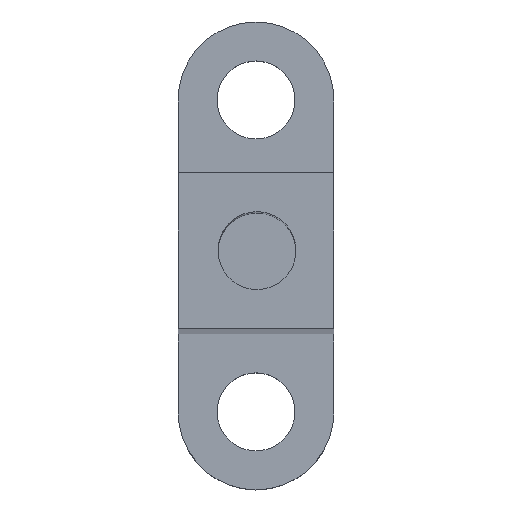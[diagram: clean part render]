
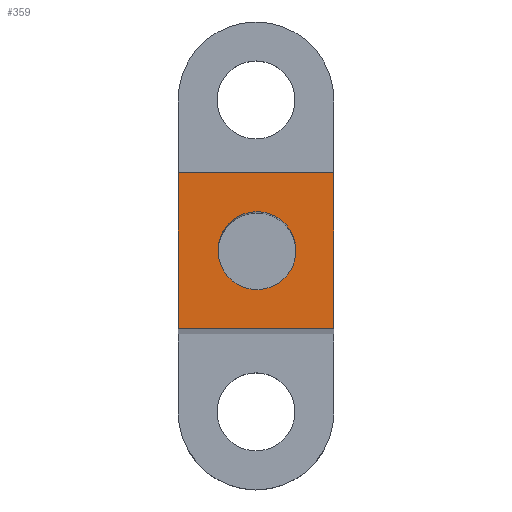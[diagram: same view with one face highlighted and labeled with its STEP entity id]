
A CAD part, top view. The second image highlights one B-rep face of the part: STEP entity #359.
In plain terms, the highlighted planar face has unit normal (0, 0, 1).
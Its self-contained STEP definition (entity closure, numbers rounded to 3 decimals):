
#278=CARTESIAN_POINT('Axis2P3D Location',(0.127,0.,400.)) ;
#282=CARTESIAN_POINT('Vertex',(-4.261,2.397,400.)) ;
#284=CARTESIAN_POINT('Vertex',(4.515,-2.397,400.)) ;
#304=CARTESIAN_POINT('Axis2P3D Location',(0.127,0.,400.)) ;
#316=CARTESIAN_POINT('Axis2P3D Location',(0.,0.,400.)) ;
#321=CARTESIAN_POINT('Line Origine',(0.,-10.,400.)) ;
#325=CARTESIAN_POINT('Vertex',(-10.,-10.,400.)) ;
#327=CARTESIAN_POINT('Vertex',(10.,-10.,400.)) ;
#330=CARTESIAN_POINT('Line Origine',(10.,0.,400.)) ;
#334=CARTESIAN_POINT('Vertex',(10.,10.,400.)) ;
#337=CARTESIAN_POINT('Line Origine',(0.,10.,400.)) ;
#341=CARTESIAN_POINT('Vertex',(-10.,10.,400.)) ;
#344=CARTESIAN_POINT('Line Origine',(-10.,0.,400.)) ;
#279=DIRECTION('Axis2P3D Direction',(0.,-0.,-1.)) ;
#305=DIRECTION('Axis2P3D Direction',(0.,-0.,-1.)) ;
#317=DIRECTION('Axis2P3D Direction',(0.,0.,1.)) ;
#318=DIRECTION('Axis2P3D XDirection',(1.,0.,0.)) ;
#322=DIRECTION('Vector Direction',(1.,0.,0.)) ;
#331=DIRECTION('Vector Direction',(0.,1.,0.)) ;
#338=DIRECTION('Vector Direction',(-1.,0.,0.)) ;
#345=DIRECTION('Vector Direction',(0.,-1.,0.)) ;
#280=AXIS2_PLACEMENT_3D('Circle Axis2P3D',#278,#279,$) ;
#306=AXIS2_PLACEMENT_3D('Circle Axis2P3D',#304,#305,$) ;
#319=AXIS2_PLACEMENT_3D('Plane Axis2P3D',#316,#317,#318) ;
#350=ORIENTED_EDGE('',*,*,#329,.T.) ;
#351=ORIENTED_EDGE('',*,*,#336,.T.) ;
#352=ORIENTED_EDGE('',*,*,#343,.T.) ;
#353=ORIENTED_EDGE('',*,*,#348,.T.) ;
#356=ORIENTED_EDGE('',*,*,#286,.F.) ;
#357=ORIENTED_EDGE('',*,*,#308,.F.) ;
#358=FACE_BOUND('',#355,.T.) ;
#323=VECTOR('Line Direction',#322,1.) ;
#332=VECTOR('Line Direction',#331,1.) ;
#339=VECTOR('Line Direction',#338,1.) ;
#346=VECTOR('Line Direction',#345,1.) ;
#359=ADVANCED_FACE('Corps principal',(#354,#358),#320,.T.) ;
#281=CIRCLE('generated circle',#280,5.) ;
#307=CIRCLE('generated circle',#306,5.) ;
#286=EDGE_CURVE('',#283,#285,#281,.F.) ;
#308=EDGE_CURVE('',#285,#283,#307,.F.) ;
#329=EDGE_CURVE('',#326,#328,#324,.T.) ;
#336=EDGE_CURVE('',#328,#335,#333,.T.) ;
#343=EDGE_CURVE('',#335,#342,#340,.T.) ;
#348=EDGE_CURVE('',#342,#326,#347,.T.) ;
#349=EDGE_LOOP('',(#350,#351,#352,#353)) ;
#355=EDGE_LOOP('',(#356,#357)) ;
#354=FACE_OUTER_BOUND('',#349,.T.) ;
#324=LINE('Line',#321,#323) ;
#333=LINE('Line',#330,#332) ;
#340=LINE('Line',#337,#339) ;
#347=LINE('Line',#344,#346) ;
#320=PLANE('Plane',#319) ;
#283=VERTEX_POINT('',#282) ;
#285=VERTEX_POINT('',#284) ;
#326=VERTEX_POINT('',#325) ;
#328=VERTEX_POINT('',#327) ;
#335=VERTEX_POINT('',#334) ;
#342=VERTEX_POINT('',#341) ;
